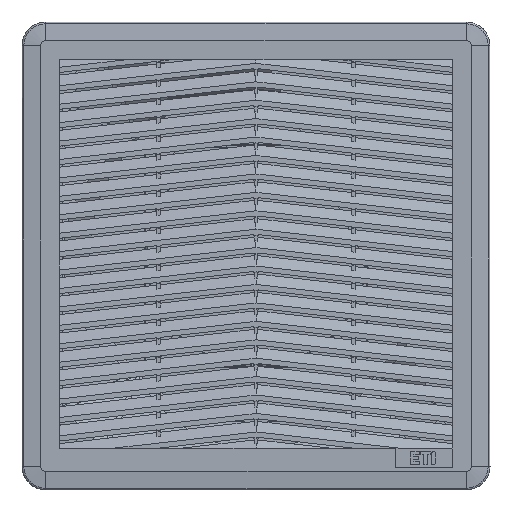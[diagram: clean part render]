
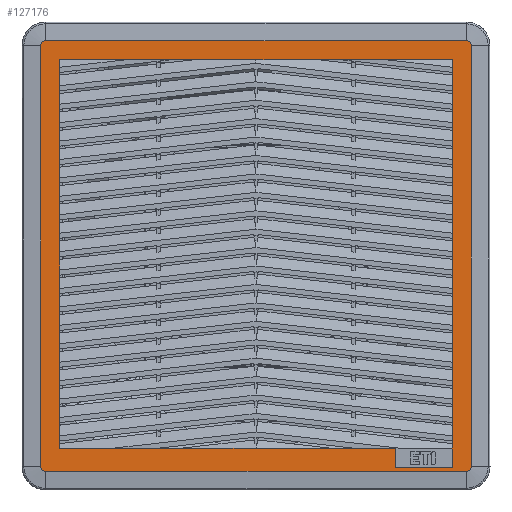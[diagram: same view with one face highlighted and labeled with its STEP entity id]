
A CAD part, front view. The second image highlights one B-rep face of the part: STEP entity #127176.
In plain terms, the highlighted planar face has unit normal (0, -1, 0).
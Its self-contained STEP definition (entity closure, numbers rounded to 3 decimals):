
#99708=DIRECTION('',(0.,0.,-1.));
#99709=VECTOR('',#99708,225.001);
#99710=CARTESIAN_POINT('',(184.92,-33.8,
112.544));
#99711=LINE('',#99710,#99709);
#99722=CARTESIAN_POINT('',(187.42,-33.8,
115.044));
#99723=CARTESIAN_POINT('',(187.37,-33.8,
115.044));
#99724=CARTESIAN_POINT('',(187.269,-33.8,
115.042));
#99725=CARTESIAN_POINT('',(187.119,-33.8,
115.028));
#99726=CARTESIAN_POINT('',(186.969,-33.8,
115.005));
#99727=CARTESIAN_POINT('',(186.822,-33.8,
114.973));
#99728=CARTESIAN_POINT('',(186.676,-33.8,
114.933));
#99729=CARTESIAN_POINT('',(186.533,-33.8,
114.883));
#99730=CARTESIAN_POINT('',(186.393,-33.8,
114.826));
#99731=CARTESIAN_POINT('',(186.258,-33.8,
114.76));
#99732=CARTESIAN_POINT('',(186.126,-33.8,
114.685));
#99733=CARTESIAN_POINT('',(185.999,-33.8,
114.603));
#99734=CARTESIAN_POINT('',(185.877,-33.8,
114.514));
#99735=CARTESIAN_POINT('',(185.761,-33.8,
114.417));
#99736=CARTESIAN_POINT('',(185.651,-33.8,
114.313));
#99737=CARTESIAN_POINT('',(185.547,-33.8,
114.203));
#99738=CARTESIAN_POINT('',(185.451,-33.8,
114.087));
#99739=CARTESIAN_POINT('',(185.361,-33.8,
113.965));
#99740=CARTESIAN_POINT('',(185.279,-33.8,
113.838));
#99741=CARTESIAN_POINT('',(185.205,-33.8,
113.707));
#99742=CARTESIAN_POINT('',(185.139,-33.8,
113.571));
#99743=CARTESIAN_POINT('',(185.081,-33.8,
113.431));
#99744=CARTESIAN_POINT('',(185.032,-33.8,
113.289));
#99745=CARTESIAN_POINT('',(184.991,-33.8,
113.143));
#99746=CARTESIAN_POINT('',(184.959,-33.8,
112.995));
#99747=CARTESIAN_POINT('',(184.937,-33.8,
112.846));
#99748=CARTESIAN_POINT('',(184.923,-33.8,
112.695));
#99749=CARTESIAN_POINT('',(184.92,-33.8,
112.594));
#99750=CARTESIAN_POINT('',(184.92,-33.8,
112.544));
#99762=DIRECTION('',(-1.,0.,0.));
#99763=VECTOR('',#99762,225.001);
#99764=CARTESIAN_POINT('',(412.421,-33.8,
115.044));
#99765=LINE('',#99764,#99763);
#99829=DIRECTION('',(0.,0.,1.));
#99830=VECTOR('',#99829,225.001);
#99831=CARTESIAN_POINT('',(414.921,-33.8,
-112.457));
#99832=LINE('',#99831,#99830);
#99850=CARTESIAN_POINT('',(412.421,-33.8,
-112.457));
#99851=DIRECTION('',(0.,1.,0.));
#99852=DIRECTION('',(1.,0.,0.));
#99853=AXIS2_PLACEMENT_3D('',#99850,#99851,#99852);
#99858=DIRECTION('',(-1.,0.,0.));
#99859=VECTOR('',#99858,225.001);
#99860=CARTESIAN_POINT('',(412.421,-33.8,
-114.957));
#99861=LINE('',#99860,#99859);
#99865=CARTESIAN_POINT('',(187.42,-33.8,
-112.457));
#99866=DIRECTION('',(0.,1.,0.));
#99867=DIRECTION('',(0.,0.,-1.));
#99868=AXIS2_PLACEMENT_3D('',#99865,#99866,#99867);
#99873=CARTESIAN_POINT('',(412.421,-33.8,
112.544));
#99874=DIRECTION('',(0.,1.,0.));
#99875=DIRECTION('',(0.,0.,1.));
#99876=AXIS2_PLACEMENT_3D('',#99873,#99874,#99875);
#99881=DIRECTION('',(0.,0.,1.));
#99882=VECTOR('',#99881,207.601);
#99883=CARTESIAN_POINT('',(404.921,-33.8,
-102.557));
#99884=LINE('',#99883,#99882);
#99888=DIRECTION('',(0.,0.,-1.));
#99889=VECTOR('',#99888,207.801);
#99890=CARTESIAN_POINT('',(194.92,-33.8,
105.044));
#99891=LINE('',#99890,#99889);
#99895=DIRECTION('',(1.,0.,0.));
#99896=VECTOR('',#99895,179.501);
#99897=CARTESIAN_POINT('',(194.92,-33.8,
-102.757));
#99898=LINE('',#99897,#99896);
#105315=DIRECTION('',(1.,0.,0.));
#105316=VECTOR('',#105315,210.001);
#105317=CARTESIAN_POINT('',(194.92,-33.8,
105.044));
#105318=LINE('',#105317,#105316);
#118896=DIRECTION('',(0.,0.,1.));
#118897=VECTOR('',#118896,10.4);
#118898=CARTESIAN_POINT('',(374.421,-33.8,
-113.157));
#118899=LINE('',#118898,#118897);
#118917=DIRECTION('',(-1.,0.,0.));
#118918=VECTOR('',#118917,30.5);
#118919=CARTESIAN_POINT('',(404.921,-33.8,
-113.157));
#118920=LINE('',#118919,#118918);
#118945=DIRECTION('',(0.,0.,-1.));
#118946=VECTOR('',#118945,10.6);
#118947=CARTESIAN_POINT('',(404.921,-33.8,
-102.557));
#118948=LINE('',#118947,#118946);
#122893=CARTESIAN_POINT('',(404.921,-33.8,
-102.557));
#122895=VERTEX_POINT('',#122893);
#123645=CARTESIAN_POINT('',(184.92,-33.8,
112.544));
#123646=VERTEX_POINT('',#123645);
#123647=CARTESIAN_POINT('',(184.92,-33.8,
-112.457));
#123648=VERTEX_POINT('',#123647);
#123650=CARTESIAN_POINT('',(187.42,-33.8,
115.044));
#123652=VERTEX_POINT('',#123650);
#123653=CARTESIAN_POINT('',(412.421,-33.8,
115.044));
#123655=VERTEX_POINT('',#123653);
#123659=CARTESIAN_POINT('',(414.921,-33.8,
112.544));
#123660=VERTEX_POINT('',#123659);
#123661=CARTESIAN_POINT('',(414.921,-33.8,
-112.457));
#123662=VERTEX_POINT('',#123661);
#123663=CARTESIAN_POINT('',(412.421,-33.8,
-114.957));
#123664=VERTEX_POINT('',#123663);
#123665=CARTESIAN_POINT('',(187.42,-33.8,
-114.957));
#123666=VERTEX_POINT('',#123665);
#123667=CARTESIAN_POINT('',(404.921,-33.8,
105.044));
#123668=VERTEX_POINT('',#123667);
#123669=CARTESIAN_POINT('',(194.92,-33.8,
105.044));
#123670=VERTEX_POINT('',#123669);
#123671=CARTESIAN_POINT('',(194.92,-33.8,
-102.757));
#123672=VERTEX_POINT('',#123671);
#123673=CARTESIAN_POINT('',(374.421,-33.8,
-102.757));
#123674=VERTEX_POINT('',#123673);
#123675=CARTESIAN_POINT('',(374.421,-33.8,
-113.157));
#123676=VERTEX_POINT('',#123675);
#123677=CARTESIAN_POINT('',(404.921,-33.8,
-113.157));
#123678=VERTEX_POINT('',#123677);
#127143=CARTESIAN_POINT('',(161.919,-33.8,
138.046));
#127144=DIRECTION('',(0.,-1.,0.));
#127145=DIRECTION('',(1.,0.,0.));
#127146=AXIS2_PLACEMENT_3D('',#127143,#127144,#127145);
#127147=PLANE('',#127146);
#127148=ORIENTED_EDGE('',*,*,#127110,.F.);
#127149=ORIENTED_EDGE('',*,*,#127127,.T.);
#127151=ORIENTED_EDGE('',*,*,#127150,.T.);
#127153=ORIENTED_EDGE('',*,*,#127152,.T.);
#127154=ORIENTED_EDGE('',*,*,#126980,.F.);
#127155=ORIENTED_EDGE('',*,*,#127001,.F.);
#127156=ORIENTED_EDGE('',*,*,#127023,.F.);
#127157=ORIENTED_EDGE('',*,*,#127048,.T.);
#127158=EDGE_LOOP('',(#127148,#127149,#127151,#127153,#127154,#127155,#127156,
#127157));
#127159=FACE_OUTER_BOUND('',#127158,.F.);
#127161=ORIENTED_EDGE('',*,*,#127160,.T.);
#127163=ORIENTED_EDGE('',*,*,#127162,.F.);
#127165=ORIENTED_EDGE('',*,*,#127164,.T.);
#127167=ORIENTED_EDGE('',*,*,#127166,.T.);
#127169=ORIENTED_EDGE('',*,*,#127168,.F.);
#127171=ORIENTED_EDGE('',*,*,#127170,.F.);
#127173=ORIENTED_EDGE('',*,*,#127172,.F.);
#127174=EDGE_LOOP('',(#127161,#127163,#127165,#127167,#127169,#127171,#127173));
#127175=FACE_BOUND('',#127174,.F.);
#99751=B_SPLINE_CURVE_WITH_KNOTS('',3,(#99722,#99723,#99724,#99725,#99726,
#99727,#99728,#99729,#99730,#99731,#99732,#99733,#99734,#99735,#99736,#99737,
#99738,#99739,#99740,#99741,#99742,#99743,#99744,#99745,#99746,#99747,#99748,
#99749,#99750),.UNSPECIFIED.,.F.,.F.,(4,1,1,1,1,1,1,1,1,1,1,1,1,1,1,1,1,1,1,1,1,
1,1,1,1,1,4),(0.,0.038,0.077,0.115,
0.154,0.192,0.231,0.269,
0.308,0.346,0.385,0.423,
0.462,0.5,0.538,0.577,0.615,
0.654,0.692,0.731,0.769,
0.808,0.846,0.885,0.923,
0.962,1.),.UNSPECIFIED.);
#99854=CIRCLE('',#99853,2.5);
#99869=CIRCLE('',#99868,2.5);
#99877=CIRCLE('',#99876,2.5);
#126980=EDGE_CURVE('',#123646,#123648,#99711,.T.);
#127001=EDGE_CURVE('',#123652,#123646,#99751,.T.);
#127023=EDGE_CURVE('',#123655,#123652,#99765,.T.);
#127048=EDGE_CURVE('',#123655,#123660,#99877,.T.);
#127110=EDGE_CURVE('',#123662,#123660,#99832,.T.);
#127127=EDGE_CURVE('',#123662,#123664,#99854,.T.);
#127150=EDGE_CURVE('',#123664,#123666,#99861,.T.);
#127152=EDGE_CURVE('',#123666,#123648,#99869,.T.);
#127160=EDGE_CURVE('',#122895,#123668,#99884,.T.);
#127162=EDGE_CURVE('',#123670,#123668,#105318,.T.);
#127164=EDGE_CURVE('',#123670,#123672,#99891,.T.);
#127166=EDGE_CURVE('',#123672,#123674,#99898,.T.);
#127168=EDGE_CURVE('',#123676,#123674,#118899,.T.);
#127170=EDGE_CURVE('',#123678,#123676,#118920,.T.);
#127172=EDGE_CURVE('',#122895,#123678,#118948,.T.);
#127176=ADVANCED_FACE('',(#127159,#127175),#127147,.T.);
